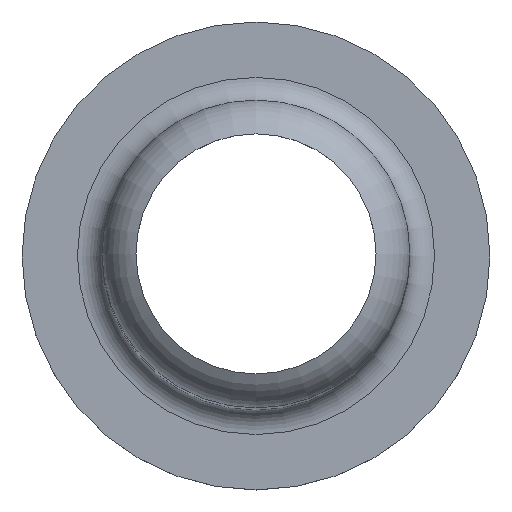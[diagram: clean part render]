
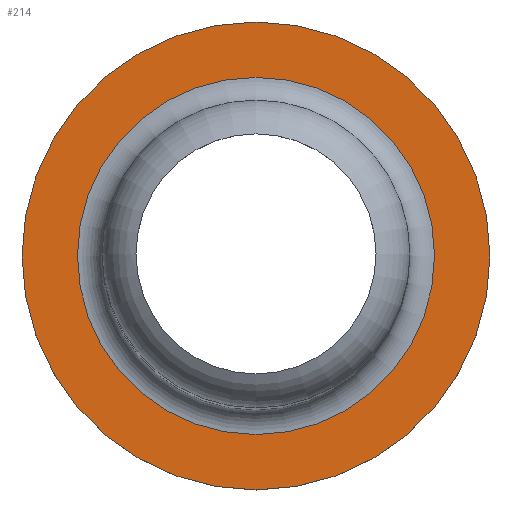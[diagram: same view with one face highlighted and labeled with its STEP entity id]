
A CAD part, top view. The second image highlights one B-rep face of the part: STEP entity #214.
In plain terms, the highlighted planar face has unit normal (0, 0, 1).
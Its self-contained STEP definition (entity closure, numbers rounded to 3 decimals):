
#27 = DIRECTION ( 'NONE',  ( 0., 0., -1. ) ) ;
#44 = VERTEX_POINT ( 'NONE', #367 ) ;
#47 = CARTESIAN_POINT ( 'NONE',  ( 0., 0., 0.25 ) ) ;
#61 = CARTESIAN_POINT ( 'NONE',  ( 0., 0., 0.25 ) ) ;
#81 = FACE_OUTER_BOUND ( 'NONE', #402, .T. ) ;
#84 = DIRECTION ( 'NONE',  ( -1., 0., 0. ) ) ;
#98 = EDGE_LOOP ( 'NONE', ( #193 ) ) ;
#155 = FACE_BOUND ( 'NONE', #98, .T. ) ;
#170 = DIRECTION ( 'NONE',  ( -1., 0., 0. ) ) ;
#184 = DIRECTION ( 'NONE',  ( -1., 0., 0. ) ) ;
#185 = VERTEX_POINT ( 'NONE', #311 ) ;
#193 = ORIENTED_EDGE ( 'NONE', *, *, #296, .T. ) ;
#214 = ADVANCED_FACE ( 'NONE', ( #155, #81 ), #302, .F. ) ;
#228 = CIRCLE ( 'NONE', #331, 1.45 ) ;
#239 = CIRCLE ( 'NONE', #274, 1.9 ) ;
#264 = DIRECTION ( 'NONE',  ( 0., 0., -1. ) ) ;
#274 = AXIS2_PLACEMENT_3D ( 'NONE', #306, #27, #184 ) ;
#291 = AXIS2_PLACEMENT_3D ( 'NONE', #47, #264, #170 ) ;
#296 = EDGE_CURVE ( 'NONE', #44, #44, #228, .T. ) ;
#302 = PLANE ( 'NONE',  #291 ) ;
#306 = CARTESIAN_POINT ( 'NONE',  ( 0., 0., 0.25 ) ) ;
#311 = CARTESIAN_POINT ( 'NONE',  ( -1.9, 0., 0.25 ) ) ;
#331 = AXIS2_PLACEMENT_3D ( 'NONE', #61, #401, #84 ) ;
#335 = EDGE_CURVE ( 'NONE', #185, #185, #239, .T. ) ;
#360 = ORIENTED_EDGE ( 'NONE', *, *, #335, .F. ) ;
#367 = CARTESIAN_POINT ( 'NONE',  ( -1.45, 0., 0.25 ) ) ;
#401 = DIRECTION ( 'NONE',  ( 0., 0., -1. ) ) ;
#402 = EDGE_LOOP ( 'NONE', ( #360 ) ) ;
